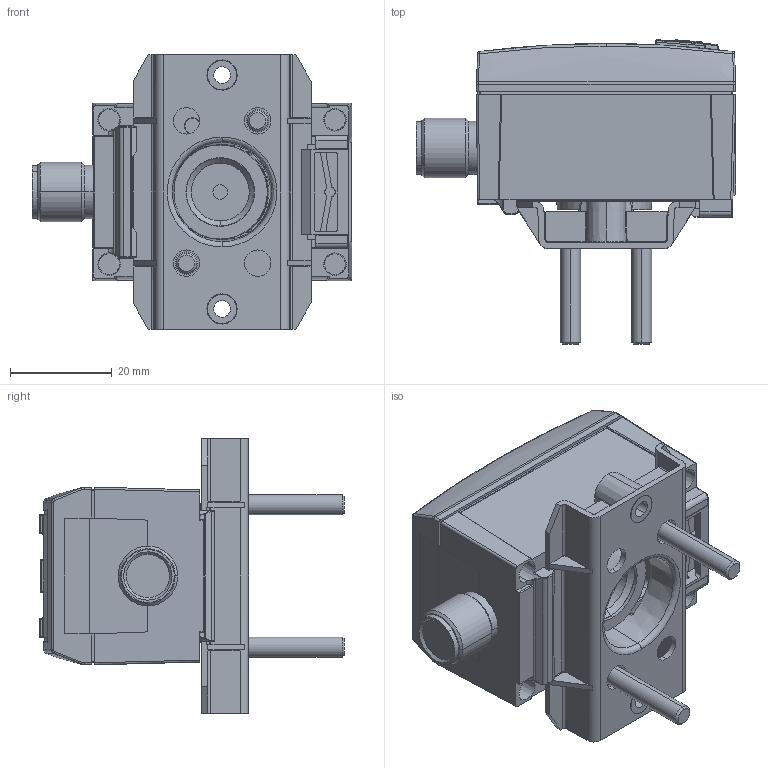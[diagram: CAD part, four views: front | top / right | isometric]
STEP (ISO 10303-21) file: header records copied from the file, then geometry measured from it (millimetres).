
FILE_DESCRIPTION (( 'STEP AP214' ), '1' );
FILE_NAME ('BEF-MA-WLMNTS-PAC5-S155378.STEP', '2015-07-07T20:06:59', ( 'SICK' ), ( 'SICK' ), 'SwSTEP 2.0', 'SolidWorks 2014', '' );
FILE_SCHEMA (( 'AUTOMOTIVE_DESIGN' ));
Length unit declared in the file: millimetre
Products named in the file (1): BEF-MA-WLMNTS-PAC5-S155378
Bounding box: 62.82 x 59.85 x 54 mm (x, y, z)
Volume: 57424.2 mm3; surface area: 26046.6 mm2
Topology: 5 solids, 23 shells, 1304 faces, 3278 edges, 2036 vertices
Faces by surface type: plane 504, cylinder 349, bspline 298, cone 94, torus 30, sphere 29
Entity records: 63813 total; most frequent: CARTESIAN_POINT 24895, ORIENTED_EDGE 6476, DIRECTION 4872, EDGE_CURVE 3238, VERTEX_POINT 2023, AXIS2_PLACEMENT_3D 1693, VECTOR 1486, LINE 1486
